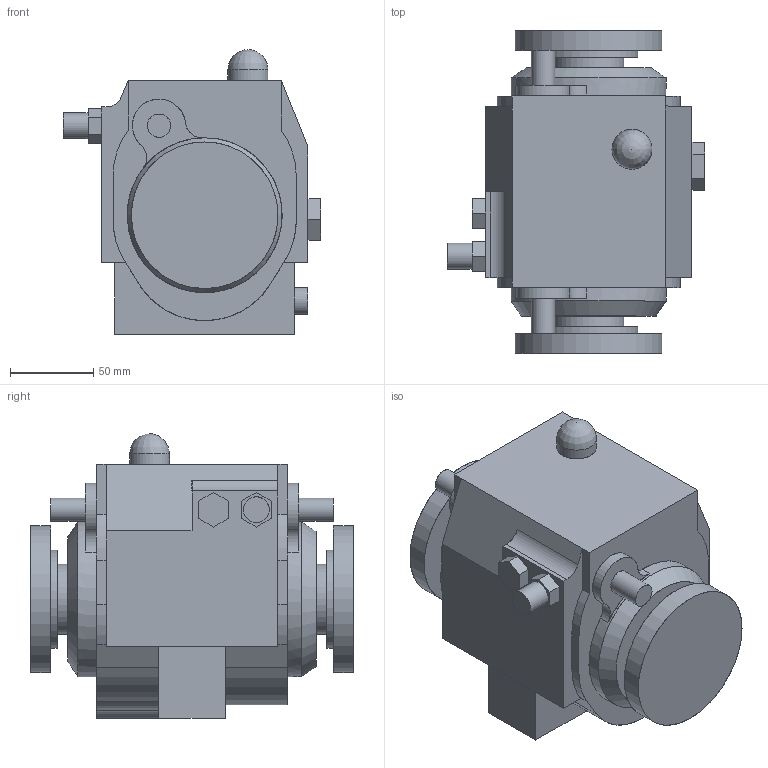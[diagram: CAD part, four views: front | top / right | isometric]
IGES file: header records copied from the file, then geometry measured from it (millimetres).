
Global section: file name: Quaife_reverse_unit.igs; native system: Unigraphics Version X V1.0; preprocessor: Unigraphics NX IGES V1.0; date: 071127.215328; units: millimetre
Bounding box: 154.8 x 193.9 x 170.9 mm (x, y, z)
Surface area: 137015.3 mm2 (no closed solid volume)
Topology: 0 solids, 0 shells, 115 faces, 1449 edges, 1430 vertices
Faces by surface type: extrusion 74, revolution 41
